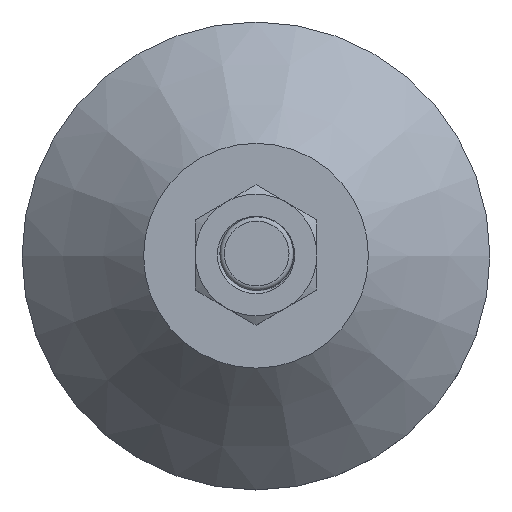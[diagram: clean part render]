
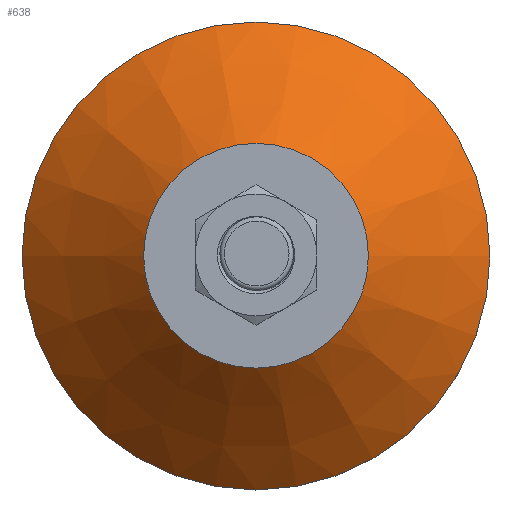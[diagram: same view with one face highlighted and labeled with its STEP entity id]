
A CAD part, top view. The second image highlights one B-rep face of the part: STEP entity #638.
In plain terms, the highlighted conical face has half-angle 45 degrees and reference radius 18.506 mm.
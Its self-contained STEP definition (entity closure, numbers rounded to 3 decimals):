
#90=CONICAL_SURFACE('',#725,18.506,0.785);
#131=FACE_OUTER_BOUND('',#178,.T.);
#178=EDGE_LOOP('',(#580,#581,#582,#583));
#210=CIRCLE('',#726,12.011);
#211=CIRCLE('',#727,25.);
#245=LINE('',#2360,#263);
#263=VECTOR('',#887,18.506);
#317=VERTEX_POINT('',#2357);
#318=VERTEX_POINT('',#2359);
#405=EDGE_CURVE('',#317,#317,#210,.T.);
#406=EDGE_CURVE('',#317,#318,#245,.T.);
#407=EDGE_CURVE('',#318,#318,#211,.T.);
#580=ORIENTED_EDGE('',*,*,#405,.T.);
#581=ORIENTED_EDGE('',*,*,#406,.T.);
#582=ORIENTED_EDGE('',*,*,#407,.T.);
#583=ORIENTED_EDGE('',*,*,#406,.F.);
#638=ADVANCED_FACE('',(#131),#90,.T.);
#725=AXIS2_PLACEMENT_3D('',#2356,#883,#884);
#726=AXIS2_PLACEMENT_3D('',#2358,#885,#886);
#727=AXIS2_PLACEMENT_3D('',#2361,#888,#889);
#883=DIRECTION('center_axis',(0.,0.,-1.));
#884=DIRECTION('ref_axis',(1.,0.,0.));
#885=DIRECTION('center_axis',(0.,0.,-1.));
#886=DIRECTION('ref_axis',(1.,0.,0.));
#887=DIRECTION('',(-0.707,0.,-0.707));
#888=DIRECTION('center_axis',(0.,0.,1.));
#889=DIRECTION('ref_axis',(1.,0.,0.));
#2356=CARTESIAN_POINT('Origin',(-21.927,-29.917,-8.867));
#2357=CARTESIAN_POINT('',(-33.938,-29.917,-2.372));
#2358=CARTESIAN_POINT('Origin',(-21.927,-29.917,-2.372));
#2359=CARTESIAN_POINT('',(-46.927,-29.917,-15.361));
#2360=CARTESIAN_POINT('',(-40.432,-29.917,-8.867));
#2361=CARTESIAN_POINT('Origin',(-21.927,-29.917,-15.361));
